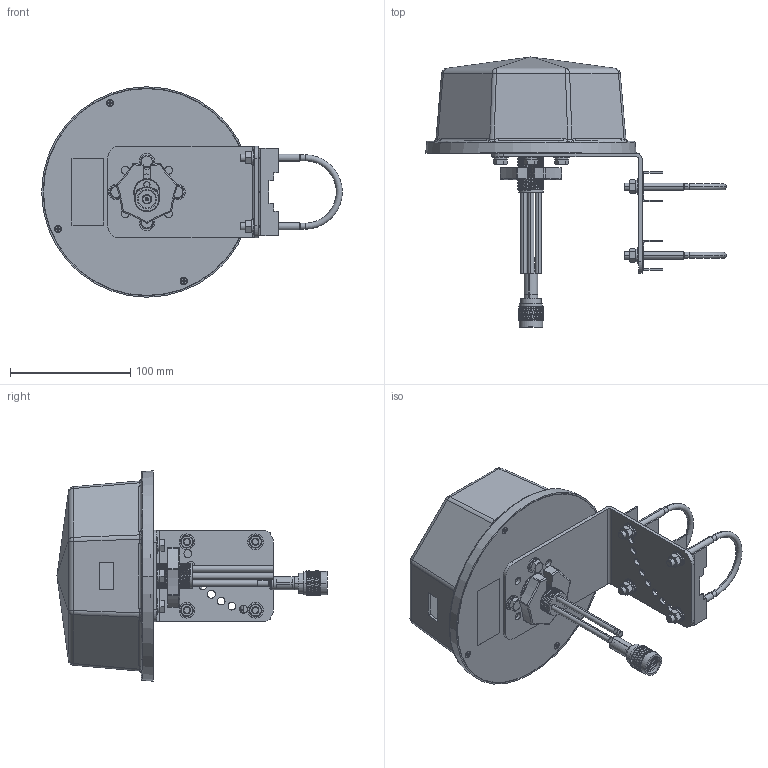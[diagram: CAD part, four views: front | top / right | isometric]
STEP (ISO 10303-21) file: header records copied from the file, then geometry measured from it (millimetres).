
FILE_DESCRIPTION (( 'STEP AP214' ), '1' );
FILE_NAME ('FMANOM1060_3D.step', '2023-02-23T00:58:48', ( '' ), ( '' ), 'SwSTEP 2.0', 'SolidWorks 2022', '' );
FILE_SCHEMA (( 'AUTOMOTIVE_DESIGN' ));
Length unit declared in the file: inch
Products named in the file (4): FMANOM1060_3D; CA-LMR-200_3_1" Long; PE4329_Assemble; LCANOM1059
Assembly tree (3 placements, depth 2):
  FMANOM1060_3D
    LCANOM1059
    PE4329_Assemble
    CA-LMR-200_3_1" Long
Bounding box: 250 x 224.57 x 175 mm (x, y, z)
Volume: 271699.4 mm3; surface area: 257312.2 mm2
Topology: 49 solids, 49 shells, 2966 faces, 7345 edges, 4507 vertices
Faces by surface type: cylinder 1047, bspline 983, plane 550, cone 271, torus 100, sphere 15
Entity records: 143015 total; most frequent: CARTESIAN_POINT 84252, ORIENTED_EDGE 14644, DIRECTION 8740, EDGE_CURVE 7322, VERTEX_POINT 4507, AXIS2_PLACEMENT_3D 3432, EDGE_LOOP 3133, ADVANCED_FACE 2966
